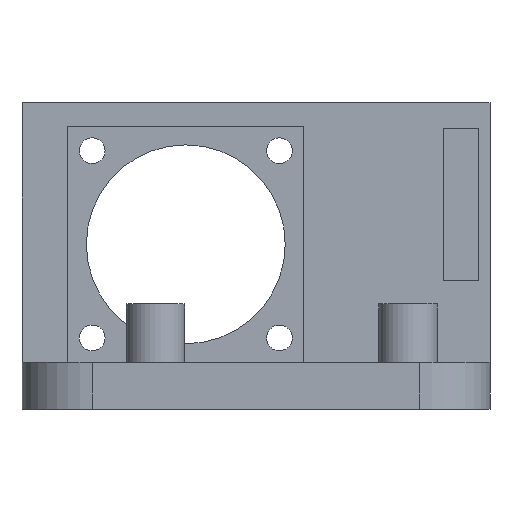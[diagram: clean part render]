
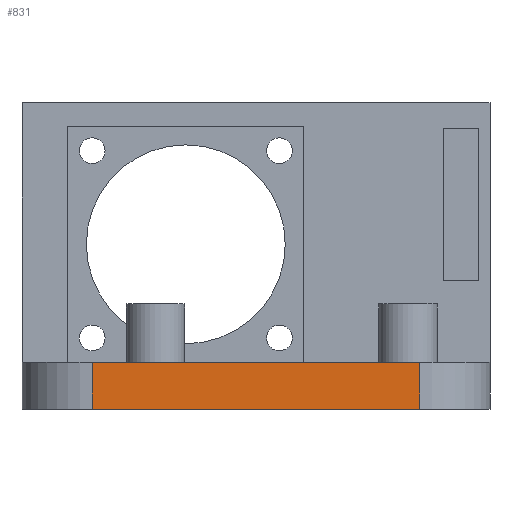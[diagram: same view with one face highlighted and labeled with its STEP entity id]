
A CAD part, front view. The second image highlights one B-rep face of the part: STEP entity #831.
In plain terms, the highlighted planar face has unit normal (0, -1, 0).
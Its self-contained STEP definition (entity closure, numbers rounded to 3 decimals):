
#32 = PLANE('',#33);
#33 = AXIS2_PLACEMENT_3D('',#34,#35,#36);
#34 = CARTESIAN_POINT('',(1.005,-40.63,
    0.));
#35 = DIRECTION('',(0.,0.,-1.));
#36 = DIRECTION('',(0.,-1.,0.));
#85 = VERTEX_POINT('',#86);
#86 = CARTESIAN_POINT('',(14.,-89.25,0.));
#105 = CYLINDRICAL_SURFACE('',#106,6.);
#106 = AXIS2_PLACEMENT_3D('',#107,#108,#109);
#107 = CARTESIAN_POINT('',(14.,-83.25,0.));
#108 = DIRECTION('',(0.,0.,1.));
#109 = DIRECTION('',(0.,-1.,0.));
#117 = EDGE_CURVE('',#85,#118,#120,.T.);
#118 = VERTEX_POINT('',#119);
#119 = CARTESIAN_POINT('',(-14.,-89.25,0.));
#120 = SURFACE_CURVE('',#121,(#125,#132),.PCURVE_S1.);
#121 = LINE('',#122,#123);
#122 = CARTESIAN_POINT('',(20.,-89.25,0.));
#123 = VECTOR('',#124,1.);
#124 = DIRECTION('',(-1.,0.,0.));
#125 = PCURVE('',#32,#126);
#126 = DEFINITIONAL_REPRESENTATION('',(#127),#131);
#127 = LINE('',#128,#129);
#128 = CARTESIAN_POINT('',(48.62,-18.995));
#129 = VECTOR('',#130,1.);
#130 = DIRECTION('',(0.,1.));
#131 = ( GEOMETRIC_REPRESENTATION_CONTEXT(2) 
PARAMETRIC_REPRESENTATION_CONTEXT() REPRESENTATION_CONTEXT('2D SPACE',''
  ) );
#132 = PCURVE('',#133,#138);
#133 = PLANE('',#134);
#134 = AXIS2_PLACEMENT_3D('',#135,#136,#137);
#135 = CARTESIAN_POINT('',(20.,-89.25,0.));
#136 = DIRECTION('',(0.,-1.,0.));
#137 = DIRECTION('',(-1.,0.,0.));
#138 = DEFINITIONAL_REPRESENTATION('',(#139),#143);
#139 = LINE('',#140,#141);
#140 = CARTESIAN_POINT('',(0.,0.));
#141 = VECTOR('',#142,1.);
#142 = DIRECTION('',(1.,0.));
#143 = ( GEOMETRIC_REPRESENTATION_CONTEXT(2) 
PARAMETRIC_REPRESENTATION_CONTEXT() REPRESENTATION_CONTEXT('2D SPACE',''
  ) );
#162 = CYLINDRICAL_SURFACE('',#163,6.);
#163 = AXIS2_PLACEMENT_3D('',#164,#165,#166);
#164 = CARTESIAN_POINT('',(-14.,-83.25,0.));
#165 = DIRECTION('',(0.,0.,1.));
#166 = DIRECTION('',(0.,-1.,0.));
#667 = PLANE('',#668);
#668 = AXIS2_PLACEMENT_3D('',#669,#670,#671);
#669 = CARTESIAN_POINT('',(1.005,-40.63,4.));
#670 = DIRECTION('',(0.,0.,-1.));
#671 = DIRECTION('',(0.,-1.,0.));
#784 = VERTEX_POINT('',#785);
#785 = CARTESIAN_POINT('',(14.,-89.25,4.));
#811 = EDGE_CURVE('',#85,#784,#812,.T.);
#812 = SURFACE_CURVE('',#813,(#817,#824),.PCURVE_S1.);
#813 = LINE('',#814,#815);
#814 = CARTESIAN_POINT('',(14.,-89.25,0.));
#815 = VECTOR('',#816,1.);
#816 = DIRECTION('',(0.,0.,1.));
#817 = PCURVE('',#105,#818);
#818 = DEFINITIONAL_REPRESENTATION('',(#819),#823);
#819 = LINE('',#820,#821);
#820 = CARTESIAN_POINT('',(0.,0.));
#821 = VECTOR('',#822,1.);
#822 = DIRECTION('',(0.,1.));
#823 = ( GEOMETRIC_REPRESENTATION_CONTEXT(2) 
PARAMETRIC_REPRESENTATION_CONTEXT() REPRESENTATION_CONTEXT('2D SPACE',''
  ) );
#824 = PCURVE('',#133,#825);
#825 = DEFINITIONAL_REPRESENTATION('',(#826),#830);
#826 = LINE('',#827,#828);
#827 = CARTESIAN_POINT('',(6.,0.));
#828 = VECTOR('',#829,1.);
#829 = DIRECTION('',(0.,-1.));
#830 = ( GEOMETRIC_REPRESENTATION_CONTEXT(2) 
PARAMETRIC_REPRESENTATION_CONTEXT() REPRESENTATION_CONTEXT('2D SPACE',''
  ) );
#831 = ADVANCED_FACE('',(#832),#133,.T.);
#832 = FACE_BOUND('',#833,.T.);
#833 = EDGE_LOOP('',(#834,#835,#836,#859));
#834 = ORIENTED_EDGE('',*,*,#117,.F.);
#835 = ORIENTED_EDGE('',*,*,#811,.T.);
#836 = ORIENTED_EDGE('',*,*,#837,.T.);
#837 = EDGE_CURVE('',#784,#838,#840,.T.);
#838 = VERTEX_POINT('',#839);
#839 = CARTESIAN_POINT('',(-14.,-89.25,4.));
#840 = SURFACE_CURVE('',#841,(#845,#852),.PCURVE_S1.);
#841 = LINE('',#842,#843);
#842 = CARTESIAN_POINT('',(20.,-89.25,4.));
#843 = VECTOR('',#844,1.);
#844 = DIRECTION('',(-1.,0.,0.));
#845 = PCURVE('',#133,#846);
#846 = DEFINITIONAL_REPRESENTATION('',(#847),#851);
#847 = LINE('',#848,#849);
#848 = CARTESIAN_POINT('',(0.,-4.));
#849 = VECTOR('',#850,1.);
#850 = DIRECTION('',(1.,0.));
#851 = ( GEOMETRIC_REPRESENTATION_CONTEXT(2) 
PARAMETRIC_REPRESENTATION_CONTEXT() REPRESENTATION_CONTEXT('2D SPACE',''
  ) );
#852 = PCURVE('',#667,#853);
#853 = DEFINITIONAL_REPRESENTATION('',(#854),#858);
#854 = LINE('',#855,#856);
#855 = CARTESIAN_POINT('',(48.62,-18.995));
#856 = VECTOR('',#857,1.);
#857 = DIRECTION('',(0.,1.));
#858 = ( GEOMETRIC_REPRESENTATION_CONTEXT(2) 
PARAMETRIC_REPRESENTATION_CONTEXT() REPRESENTATION_CONTEXT('2D SPACE',''
  ) );
#859 = ORIENTED_EDGE('',*,*,#860,.F.);
#860 = EDGE_CURVE('',#118,#838,#861,.T.);
#861 = SURFACE_CURVE('',#862,(#866,#873),.PCURVE_S1.);
#862 = LINE('',#863,#864);
#863 = CARTESIAN_POINT('',(-14.,-89.25,0.));
#864 = VECTOR('',#865,1.);
#865 = DIRECTION('',(0.,0.,1.));
#866 = PCURVE('',#133,#867);
#867 = DEFINITIONAL_REPRESENTATION('',(#868),#872);
#868 = LINE('',#869,#870);
#869 = CARTESIAN_POINT('',(34.,0.));
#870 = VECTOR('',#871,1.);
#871 = DIRECTION('',(0.,-1.));
#872 = ( GEOMETRIC_REPRESENTATION_CONTEXT(2) 
PARAMETRIC_REPRESENTATION_CONTEXT() REPRESENTATION_CONTEXT('2D SPACE',''
  ) );
#873 = PCURVE('',#162,#874);
#874 = DEFINITIONAL_REPRESENTATION('',(#875),#879);
#875 = LINE('',#876,#877);
#876 = CARTESIAN_POINT('',(-0.,0.));
#877 = VECTOR('',#878,1.);
#878 = DIRECTION('',(-0.,1.));
#879 = ( GEOMETRIC_REPRESENTATION_CONTEXT(2) 
PARAMETRIC_REPRESENTATION_CONTEXT() REPRESENTATION_CONTEXT('2D SPACE',''
  ) );
